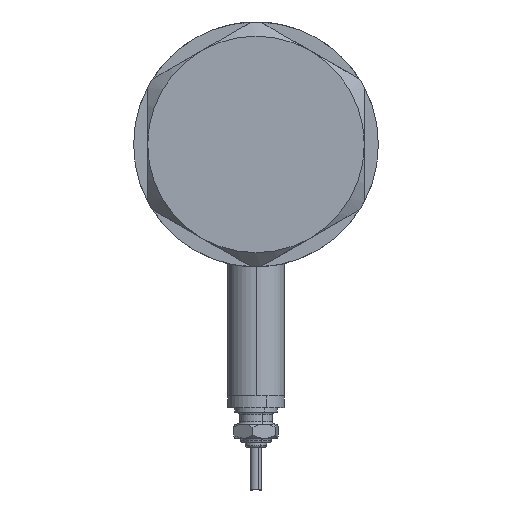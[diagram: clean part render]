
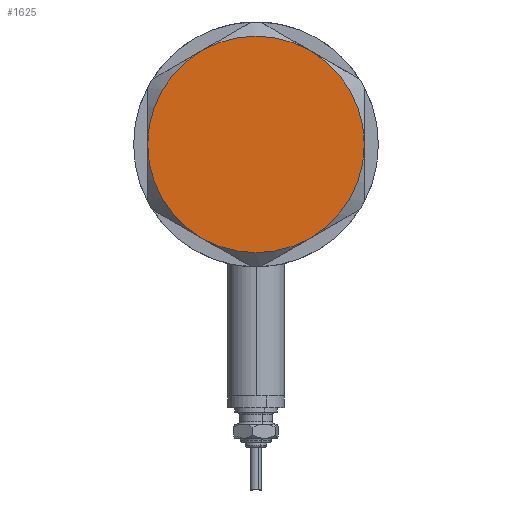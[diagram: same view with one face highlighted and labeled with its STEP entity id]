
A CAD part, left-side view. The second image highlights one B-rep face of the part: STEP entity #1625.
In plain terms, the highlighted face is planar.
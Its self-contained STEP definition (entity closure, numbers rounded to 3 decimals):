
#14 = CIRCLE ( 'NONE', #1839, 23. ) ;
#18 = AXIS2_PLACEMENT_3D ( 'NONE', #1196, #4552, #3605 ) ;
#218 = CIRCLE ( 'NONE', #3583, 23. ) ;
#244 = PLANE ( 'NONE',  #3180 ) ;
#531 = CARTESIAN_POINT ( 'NONE',  ( 23., 0., 9. ) ) ;
#561 = ORIENTED_EDGE ( 'NONE', *, *, #1574, .T. ) ;
#680 = CARTESIAN_POINT ( 'NONE',  ( 0., 0., 9. ) ) ;
#1034 = CIRCLE ( 'NONE', #18, 23. ) ;
#1041 = CIRCLE ( 'NONE', #3400, 23. ) ;
#1196 = CARTESIAN_POINT ( 'NONE',  ( 0., 0., 9. ) ) ;
#1393 = CARTESIAN_POINT ( 'NONE',  ( -23., 0., 9. ) ) ;
#1484 = VERTEX_POINT ( 'NONE', #3966 ) ;
#1519 = VERTEX_POINT ( 'NONE', #531 ) ;
#1574 = EDGE_CURVE ( 'NONE', #5498, #1519, #5116, .T. ) ;
#1625 = ADVANCED_FACE ( 'NONE', ( #3248 ), #244, .T. ) ;
#1718 = ORIENTED_EDGE ( 'NONE', *, *, #3857, .T. ) ;
#1788 = DIRECTION ( 'NONE',  ( 1., 0., 0. ) ) ;
#1839 = AXIS2_PLACEMENT_3D ( 'NONE', #3305, #3266, #2735 ) ;
#1902 = DIRECTION ( 'NONE',  ( 0., 0., 1. ) ) ;
#2054 = EDGE_CURVE ( 'NONE', #3738, #5498, #14, .T. ) ;
#2091 = DIRECTION ( 'NONE',  ( 1., 0., 0. ) ) ;
#2117 = CARTESIAN_POINT ( 'NONE',  ( 0., 0., 9. ) ) ;
#2210 = DIRECTION ( 'NONE',  ( 0., 0., 1. ) ) ;
#2338 = CARTESIAN_POINT ( 'NONE',  ( 0., 0., 9. ) ) ;
#2394 = DIRECTION ( 'NONE',  ( 1., 0., 0. ) ) ;
#2413 = ORIENTED_EDGE ( 'NONE', *, *, #2905, .T. ) ;
#2593 = EDGE_CURVE ( 'NONE', #3416, #1484, #4021, .T. ) ;
#2624 = DIRECTION ( 'NONE',  ( 1., 0., 0. ) ) ;
#2735 = DIRECTION ( 'NONE',  ( 1., 0., 0. ) ) ;
#2869 = AXIS2_PLACEMENT_3D ( 'NONE', #5990, #4942, #2091 ) ;
#2905 = EDGE_CURVE ( 'NONE', #1484, #5930, #218, .T. ) ;
#3180 = AXIS2_PLACEMENT_3D ( 'NONE', #2117, #3663, #4087 ) ;
#3248 = FACE_OUTER_BOUND ( 'NONE', #3921, .T. ) ;
#3266 = DIRECTION ( 'NONE',  ( 0., 0., 1. ) ) ;
#3305 = CARTESIAN_POINT ( 'NONE',  ( 0., 0., 9. ) ) ;
#3400 = AXIS2_PLACEMENT_3D ( 'NONE', #5300, #1902, #2394 ) ;
#3416 = VERTEX_POINT ( 'NONE', #3951 ) ;
#3583 = AXIS2_PLACEMENT_3D ( 'NONE', #2338, #5251, #1788 ) ;
#3605 = DIRECTION ( 'NONE',  ( 1., 0., 0. ) ) ;
#3663 = DIRECTION ( 'NONE',  ( 0., 0., 1. ) ) ;
#3738 = VERTEX_POINT ( 'NONE', #4524 ) ;
#3857 = EDGE_CURVE ( 'NONE', #5930, #3738, #1034, .T. ) ;
#3921 = EDGE_LOOP ( 'NONE', ( #561, #6316, #4819, #2413, #1718, #5396 ) ) ;
#3951 = CARTESIAN_POINT ( 'NONE',  ( 11.5, 19.919, 9. ) ) ;
#3952 = CARTESIAN_POINT ( 'NONE',  ( 11.5, -19.919, 9. ) ) ;
#3966 = CARTESIAN_POINT ( 'NONE',  ( -11.5, 19.919, 9. ) ) ;
#4021 = CIRCLE ( 'NONE', #2869, 23. ) ;
#4087 = DIRECTION ( 'NONE',  ( 1., 0., 0. ) ) ;
#4325 = EDGE_CURVE ( 'NONE', #1519, #3416, #1041, .T. ) ;
#4400 = AXIS2_PLACEMENT_3D ( 'NONE', #680, #2210, #2624 ) ;
#4524 = CARTESIAN_POINT ( 'NONE',  ( -11.5, -19.919, 9. ) ) ;
#4552 = DIRECTION ( 'NONE',  ( 0., 0., 1. ) ) ;
#4819 = ORIENTED_EDGE ( 'NONE', *, *, #2593, .T. ) ;
#4942 = DIRECTION ( 'NONE',  ( 0., 0., 1. ) ) ;
#5116 = CIRCLE ( 'NONE', #4400, 23. ) ;
#5251 = DIRECTION ( 'NONE',  ( 0., 0., 1. ) ) ;
#5300 = CARTESIAN_POINT ( 'NONE',  ( 0., 0., 9. ) ) ;
#5396 = ORIENTED_EDGE ( 'NONE', *, *, #2054, .T. ) ;
#5498 = VERTEX_POINT ( 'NONE', #3952 ) ;
#5930 = VERTEX_POINT ( 'NONE', #1393 ) ;
#5990 = CARTESIAN_POINT ( 'NONE',  ( 0., 0., 9. ) ) ;
#6316 = ORIENTED_EDGE ( 'NONE', *, *, #4325, .T. ) ;
